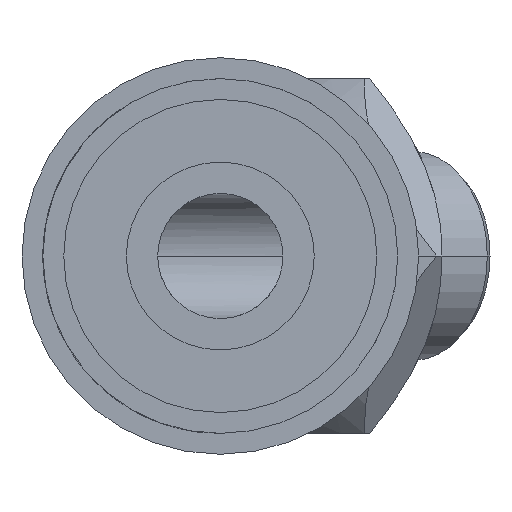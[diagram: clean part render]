
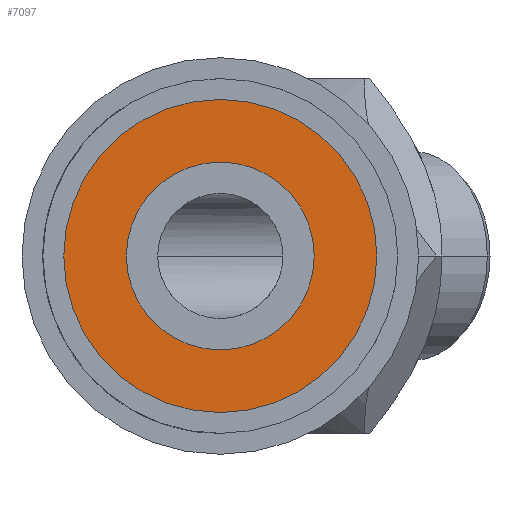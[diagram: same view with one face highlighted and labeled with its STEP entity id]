
A CAD part, left-side view. The second image highlights one B-rep face of the part: STEP entity #7097.
In plain terms, the highlighted planar face has unit normal (-1, 0, 0).
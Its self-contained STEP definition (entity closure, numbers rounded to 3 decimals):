
#70 = DIRECTION ( 'NONE',  ( 1., 0., 0. ) ) ;
#379 = CARTESIAN_POINT ( 'NONE',  ( 0., 0., -4.5 ) ) ;
#564 = VERTEX_POINT ( 'NONE', #6076 ) ;
#637 = CIRCLE ( 'NONE', #8612, 4.5 ) ;
#649 = FACE_BOUND ( 'NONE', #3466, .T. ) ;
#753 = AXIS2_PLACEMENT_3D ( 'NONE', #6150, #4670, #6700 ) ;
#870 = CARTESIAN_POINT ( 'NONE',  ( 0., 0., 0. ) ) ;
#952 = VERTEX_POINT ( 'NONE', #7214 ) ;
#1361 = AXIS2_PLACEMENT_3D ( 'NONE', #8993, #3489, #3445 ) ;
#1492 = EDGE_CURVE ( 'NONE', #952, #8554, #6971, .T. ) ;
#1563 = PLANE ( 'NONE',  #8484 ) ;
#1652 = DIRECTION ( 'NONE',  ( 0., 0., -1. ) ) ;
#1759 = EDGE_CURVE ( 'NONE', #564, #8692, #7565, .T. ) ;
#2230 = CARTESIAN_POINT ( 'NONE',  ( 0., 0., -7.5 ) ) ;
#3445 = DIRECTION ( 'NONE',  ( 0., 0., 1. ) ) ;
#3466 = EDGE_LOOP ( 'NONE', ( #4115, #6174 ) ) ;
#3489 = DIRECTION ( 'NONE',  ( -1., 0., 0. ) ) ;
#4115 = ORIENTED_EDGE ( 'NONE', *, *, #1759, .T. ) ;
#4422 = CARTESIAN_POINT ( 'NONE',  ( 0., 0., 0. ) ) ;
#4441 = DIRECTION ( 'NONE',  ( -1., 0., 0. ) ) ;
#4670 = DIRECTION ( 'NONE',  ( 1., 0., 0. ) ) ;
#4812 = EDGE_CURVE ( 'NONE', #8554, #952, #5807, .T. ) ;
#5044 = ORIENTED_EDGE ( 'NONE', *, *, #4812, .T. ) ;
#5187 = CARTESIAN_POINT ( 'NONE',  ( 0., 0., 0. ) ) ;
#5556 = ORIENTED_EDGE ( 'NONE', *, *, #1492, .T. ) ;
#5796 = EDGE_CURVE ( 'NONE', #8692, #564, #637, .T. ) ;
#5807 = CIRCLE ( 'NONE', #1361, 7.5 ) ;
#5929 = AXIS2_PLACEMENT_3D ( 'NONE', #870, #4441, #7177 ) ;
#6076 = CARTESIAN_POINT ( 'NONE',  ( 0., 0., 4.5 ) ) ;
#6150 = CARTESIAN_POINT ( 'NONE',  ( 0., 0., 0. ) ) ;
#6174 = ORIENTED_EDGE ( 'NONE', *, *, #5796, .T. ) ;
#6700 = DIRECTION ( 'NONE',  ( 0., 0., -1. ) ) ;
#6971 = CIRCLE ( 'NONE', #5929, 7.5 ) ;
#7097 = ADVANCED_FACE ( 'NONE', ( #649, #8048 ), #1563, .F. ) ;
#7177 = DIRECTION ( 'NONE',  ( 0., 0., 1. ) ) ;
#7214 = CARTESIAN_POINT ( 'NONE',  ( 0., 0., 7.5 ) ) ;
#7487 = EDGE_LOOP ( 'NONE', ( #5556, #5044 ) ) ;
#7565 = CIRCLE ( 'NONE', #753, 4.5 ) ;
#7953 = DIRECTION ( 'NONE',  ( 1., 0., 0. ) ) ;
#8048 = FACE_OUTER_BOUND ( 'NONE', #7487, .T. ) ;
#8484 = AXIS2_PLACEMENT_3D ( 'NONE', #5187, #7953, #1652 ) ;
#8554 = VERTEX_POINT ( 'NONE', #2230 ) ;
#8612 = AXIS2_PLACEMENT_3D ( 'NONE', #4422, #70, #8682 ) ;
#8682 = DIRECTION ( 'NONE',  ( 0., 0., -1. ) ) ;
#8692 = VERTEX_POINT ( 'NONE', #379 ) ;
#8993 = CARTESIAN_POINT ( 'NONE',  ( 0., 0., 0. ) ) ;
